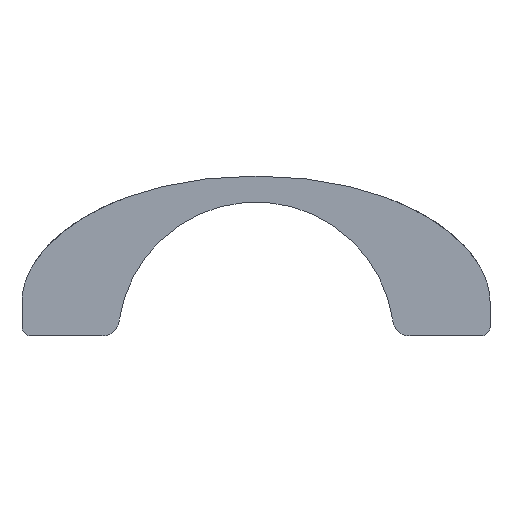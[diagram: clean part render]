
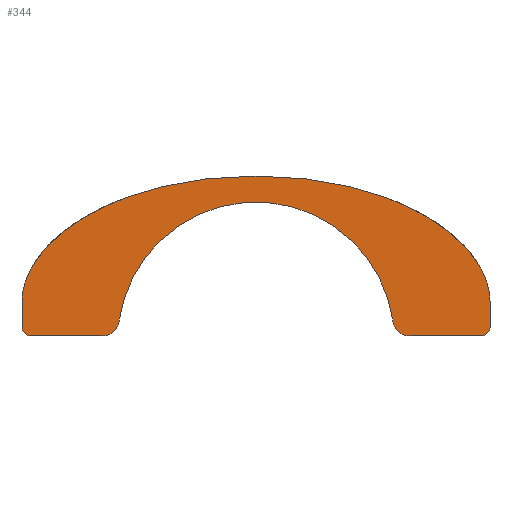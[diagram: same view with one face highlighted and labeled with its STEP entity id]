
A CAD part, left-side view. The second image highlights one B-rep face of the part: STEP entity #344.
In plain terms, the highlighted planar face has unit normal (-1, 0, 0).
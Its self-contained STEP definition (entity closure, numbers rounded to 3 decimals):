
#14 = EDGE_CURVE ( 'NONE', #59, #574, #639, .T. ) ;
#15 = DIRECTION ( 'NONE',  ( -1., 0., 0. ) ) ;
#53 = DIRECTION ( 'NONE',  ( 0., -1., 0. ) ) ;
#59 = VERTEX_POINT ( 'NONE', #633 ) ;
#64 = ORIENTED_EDGE ( 'NONE', *, *, #364, .T. ) ;
#68 = ORIENTED_EDGE ( 'NONE', *, *, #238, .T. ) ;
#77 = DIRECTION ( 'NONE',  ( -1., 0., 0. ) ) ;
#99 = ORIENTED_EDGE ( 'NONE', *, *, #511, .T. ) ;
#104 = ORIENTED_EDGE ( 'NONE', *, *, #534, .T. ) ;
#110 = VECTOR ( 'NONE', #483, 1000. ) ;
#116 = CARTESIAN_POINT ( 'NONE',  ( 0., -26., 0.5 ) ) ;
#129 = DIRECTION ( 'NONE',  ( 0., 0., -1. ) ) ;
#140 = ORIENTED_EDGE ( 'NONE', *, *, #380, .F. ) ;
#148 = ORIENTED_EDGE ( 'NONE', *, *, #477, .F. ) ;
#149 = AXIS2_PLACEMENT_3D ( 'NONE', #454, #634, #129 ) ;
#156 = ORIENTED_EDGE ( 'NONE', *, *, #14, .F. ) ;
#157 = AXIS2_PLACEMENT_3D ( 'NONE', #171, #77, #284 ) ;
#171 = CARTESIAN_POINT ( 'NONE',  ( 0., 17.775, 2.5 ) ) ;
#179 = DIRECTION ( 'NONE',  ( 0., 1., 0. ) ) ;
#183 = CARTESIAN_POINT ( 'NONE',  ( 0., -27., 1.5 ) ) ;
#185 = VECTOR ( 'NONE', #682, 1000. ) ;
#187 = CARTESIAN_POINT ( 'NONE',  ( 0., 27., 1.5 ) ) ;
#207 = ORIENTED_EDGE ( 'NONE', *, *, #711, .T. ) ;
#216 = CARTESIAN_POINT ( 'NONE',  ( 0., 0., 0.5 ) ) ;
#234 = CARTESIAN_POINT ( 'NONE',  ( 0., 27., 11.167 ) ) ;
#238 = EDGE_CURVE ( 'NONE', #341, #371, #665, .T. ) ;
#241 = AXIS2_PLACEMENT_3D ( 'NONE', #681, #15, #398 ) ;
#244 = EDGE_CURVE ( 'NONE', #341, #410, #572, .T. ) ;
#245 = CARTESIAN_POINT ( 'NONE',  ( 0., -27., 4.5 ) ) ;
#251 = CARTESIAN_POINT ( 'NONE',  ( 0., 27., 0. ) ) ;
#272 = CARTESIAN_POINT ( 'NONE',  ( 0., -27., 11.167 ) ) ;
#275 = CARTESIAN_POINT ( 'NONE',  ( 0., -15.795, 2.221 ) ) ;
#284 = DIRECTION ( 'NONE',  ( 0., 0., -1. ) ) ;
#287 = FACE_OUTER_BOUND ( 'NONE', #549, .T. ) ;
#290 = DIRECTION ( 'NONE',  ( 0., 0., -1. ) ) ;
#296 = EDGE_CURVE ( 'NONE', #625, #687, #355, .T. ) ;
#303 = LINE ( 'NONE', #251, #110 ) ;
#341 = VERTEX_POINT ( 'NONE', #405 ) ;
#342 = CARTESIAN_POINT ( 'NONE',  ( 0., 27., 4.5 ) ) ;
#344 = ADVANCED_FACE ( 'NONE', ( #287 ), #526, .F. ) ;
#355 = CIRCLE ( 'NONE', #453, 1. ) ;
#364 = EDGE_CURVE ( 'NONE', #663, #410, #692, .T. ) ;
#366 = VECTOR ( 'NONE', #179, 1000. ) ;
#371 = VERTEX_POINT ( 'NONE', #686 ) ;
#380 = EDGE_CURVE ( 'NONE', #622, #492, #531, .T. ) ;
#381 = CARTESIAN_POINT ( 'NONE',  ( 0., 27., 4.5 ) ) ;
#395 = VECTOR ( 'NONE', #53, 1000. ) ;
#398 = DIRECTION ( 'NONE',  ( 0., 0., -1. ) ) ;
#405 = CARTESIAN_POINT ( 'NONE',  ( 0., 17.775, 0.5 ) ) ;
#410 = VERTEX_POINT ( 'NONE', #414 ) ;
#412 = DIRECTION ( 'NONE',  ( 1., 0., 0. ) ) ;
#414 = CARTESIAN_POINT ( 'NONE',  ( 0., 26., 0.5 ) ) ;
#440 = CARTESIAN_POINT ( 'NONE',  ( 0., 0., 18.95 ) ) ;
#447 = ORIENTED_EDGE ( 'NONE', *, *, #609, .T. ) ;
#450 = CARTESIAN_POINT ( 'NONE',  ( 0., -16.667, 18.95 ) ) ;
#453 = AXIS2_PLACEMENT_3D ( 'NONE', #696, #623, #290 ) ;
#454 = CARTESIAN_POINT ( 'NONE',  ( 0., 0., 0. ) ) ;
#455 = LINE ( 'NONE', #668, #185 ) ;
#462 = CARTESIAN_POINT ( 'NONE',  ( 0., 16.667, 18.95 ) ) ;
#468 = CARTESIAN_POINT ( 'NONE',  ( 0., -17.775, 2.5 ) ) ;
#469 = CARTESIAN_POINT ( 'NONE',  ( 0., 0., 0.5 ) ) ;
#472 = AXIS2_PLACEMENT_3D ( 'NONE', #468, #700, #478 ) ;
#477 = EDGE_CURVE ( 'NONE', #663, #622, #303, .T. ) ;
#478 = DIRECTION ( 'NONE',  ( 0., 0., -1. ) ) ;
#483 = DIRECTION ( 'NONE',  ( 0., 0., 1. ) ) ;
#492 = VERTEX_POINT ( 'NONE', #514 ) ;
#511 = EDGE_CURVE ( 'NONE', #59, #625, #728, .T. ) ;
#513 = CIRCLE ( 'NONE', #594, 15.95 ) ;
#514 = CARTESIAN_POINT ( 'NONE',  ( 0., 0., 18.95 ) ) ;
#526 = PLANE ( 'NONE',  #149 ) ;
#531 = B_SPLINE_CURVE_WITH_KNOTS ( 'NONE', 3,
 ( #342, #234, #462, #578 ),
 .UNSPECIFIED., .F., .F.,
 ( 4, 4 ),
 ( 0., 1. ),
 .UNSPECIFIED. ) ;
#534 = EDGE_CURVE ( 'NONE', #653, #492, #677, .T. ) ;
#549 = EDGE_LOOP ( 'NONE', ( #148, #64, #567, #68, #207, #156, #99, #685, #447, #104, #140 ) ) ;
#567 = ORIENTED_EDGE ( 'NONE', *, *, #244, .F. ) ;
#572 = LINE ( 'NONE', #469, #366 ) ;
#574 = VERTEX_POINT ( 'NONE', #275 ) ;
#578 = CARTESIAN_POINT ( 'NONE',  ( 0., 0., 18.95 ) ) ;
#594 = AXIS2_PLACEMENT_3D ( 'NONE', #697, #412, #643 ) ;
#609 = EDGE_CURVE ( 'NONE', #687, #653, #455, .T. ) ;
#620 = CARTESIAN_POINT ( 'NONE',  ( 0., -27., 4.5 ) ) ;
#622 = VERTEX_POINT ( 'NONE', #381 ) ;
#623 = DIRECTION ( 'NONE',  ( -1., 0., 0. ) ) ;
#625 = VERTEX_POINT ( 'NONE', #116 ) ;
#633 = CARTESIAN_POINT ( 'NONE',  ( 0., -17.775, 0.5 ) ) ;
#634 = DIRECTION ( 'NONE',  ( 1., 0., 0. ) ) ;
#639 = CIRCLE ( 'NONE', #472, 2. ) ;
#643 = DIRECTION ( 'NONE',  ( 0., 0., -1. ) ) ;
#653 = VERTEX_POINT ( 'NONE', #245 ) ;
#663 = VERTEX_POINT ( 'NONE', #187 ) ;
#665 = CIRCLE ( 'NONE', #157, 2. ) ;
#668 = CARTESIAN_POINT ( 'NONE',  ( 0., -27., 0. ) ) ;
#677 = B_SPLINE_CURVE_WITH_KNOTS ( 'NONE', 3,
 ( #620, #272, #450, #440 ),
 .UNSPECIFIED., .F., .F.,
 ( 4, 4 ),
 ( 0., 1. ),
 .UNSPECIFIED. ) ;
#681 = CARTESIAN_POINT ( 'NONE',  ( 0., 26., 1.5 ) ) ;
#682 = DIRECTION ( 'NONE',  ( 0., 0., 1. ) ) ;
#685 = ORIENTED_EDGE ( 'NONE', *, *, #296, .T. ) ;
#686 = CARTESIAN_POINT ( 'NONE',  ( 0., 15.795, 2.221 ) ) ;
#687 = VERTEX_POINT ( 'NONE', #183 ) ;
#692 = CIRCLE ( 'NONE', #241, 1. ) ;
#696 = CARTESIAN_POINT ( 'NONE',  ( 0., -26., 1.5 ) ) ;
#697 = CARTESIAN_POINT ( 'NONE',  ( 0., 0., 0. ) ) ;
#700 = DIRECTION ( 'NONE',  ( 1., 0., 0. ) ) ;
#711 = EDGE_CURVE ( 'NONE', #371, #574, #513, .T. ) ;
#728 = LINE ( 'NONE', #216, #395 ) ;
